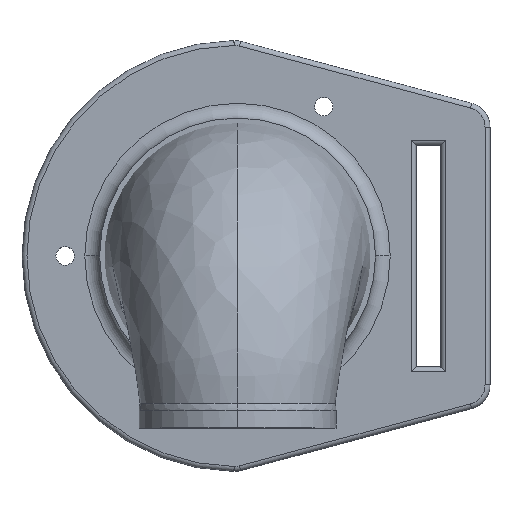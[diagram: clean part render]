
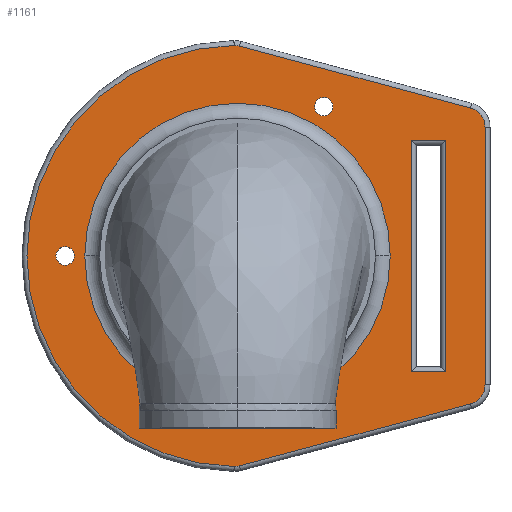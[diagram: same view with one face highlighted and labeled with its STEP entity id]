
A CAD part, top view. The second image highlights one B-rep face of the part: STEP entity #1161.
In plain terms, the highlighted planar face has unit normal (0, 0, 1).
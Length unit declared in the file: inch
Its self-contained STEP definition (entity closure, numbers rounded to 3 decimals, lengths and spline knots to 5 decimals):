
#287=CARTESIAN_POINT('',(0.,0.,0.15));
#288=DIRECTION('',(0.,0.,1.));
#289=DIRECTION('',(1.,0.,0.));
#290=AXIS2_PLACEMENT_3D('',#287,#288,#289);
#292=CARTESIAN_POINT('',(0.,0.,0.15));
#293=DIRECTION('',(0.,0.,1.));
#294=DIRECTION('',(-1.,0.,0.));
#295=AXIS2_PLACEMENT_3D('',#292,#293,#294);
#297=DIRECTION('',(1.,0.,0.));
#298=VECTOR('',#297,0.35);
#299=CARTESIAN_POINT('',(1.7625,-1.175,0.15));
#300=LINE('',#299,#298);
#301=DIRECTION('',(0.,1.,0.));
#302=VECTOR('',#301,2.35);
#303=CARTESIAN_POINT('',(2.1125,-1.175,0.15));
#304=LINE('',#303,#302);
#305=DIRECTION('',(-1.,0.,0.));
#306=VECTOR('',#305,0.35);
#307=CARTESIAN_POINT('',(2.1125,1.175,0.15));
#308=LINE('',#307,#306);
#309=CARTESIAN_POINT('',(2.3125,-1.30823,0.15));
#310=DIRECTION('',(0.,0.,1.));
#311=DIRECTION('',(0.259,-0.966,0.));
#312=AXIS2_PLACEMENT_3D('',#309,#310,#311);
#314=DIRECTION('',(-0.966,-0.259,0.));
#315=VECTOR('',#314,2.42738);
#316=CARTESIAN_POINT('',(2.36433,-1.5014,0.15));
#317=LINE('',#316,#315);
#318=CARTESIAN_POINT('',(-0.03197,-1.93724,0.15));
#319=DIRECTION('',(0.,0.,1.));
#320=DIRECTION('',(-0.017,-1.,0.));
#321=AXIS2_PLACEMENT_3D('',#318,#319,#320);
#323=CARTESIAN_POINT('',(-0.03197,1.93724,0.15));
#324=DIRECTION('',(0.,0.,1.));
#325=DIRECTION('',(0.259,0.966,0.));
#326=AXIS2_PLACEMENT_3D('',#323,#324,#325);
#328=DIRECTION('',(0.966,-0.259,0.));
#329=VECTOR('',#328,2.42738);
#330=CARTESIAN_POINT('',(0.01986,2.1304,0.15));
#331=LINE('',#330,#329);
#332=CARTESIAN_POINT('',(2.3125,1.30823,0.15));
#333=DIRECTION('',(0.,0.,1.));
#334=DIRECTION('',(1.,0.,0.));
#335=AXIS2_PLACEMENT_3D('',#332,#333,#334);
#337=DIRECTION('',(0.,-1.,0.));
#338=VECTOR('',#337,2.61646);
#339=CARTESIAN_POINT('',(2.5125,1.30823,0.15));
#340=LINE('',#339,#338);
#341=CARTESIAN_POINT('',(-1.75,0.,0.15));
#342=DIRECTION('',(0.,0.,1.));
#343=DIRECTION('',(1.,0.,0.));
#344=AXIS2_PLACEMENT_3D('',#341,#342,#343);
#346=CARTESIAN_POINT('',(-1.75,0.,0.15));
#347=DIRECTION('',(0.,0.,1.));
#348=DIRECTION('',(-1.,0.,0.));
#349=AXIS2_PLACEMENT_3D('',#346,#347,#348);
#351=CARTESIAN_POINT('',(0.875,-1.51554,0.15));
#352=DIRECTION('',(0.,0.,1.));
#353=DIRECTION('',(-0.5,0.866,0.));
#354=AXIS2_PLACEMENT_3D('',#351,#352,#353);
#356=CARTESIAN_POINT('',(0.875,-1.51554,0.15));
#357=DIRECTION('',(0.,0.,1.));
#358=DIRECTION('',(0.5,-0.866,0.));
#359=AXIS2_PLACEMENT_3D('',#356,#357,#358);
#361=CARTESIAN_POINT('',(0.875,1.51554,0.15));
#362=DIRECTION('',(0.,0.,1.));
#363=DIRECTION('',(-0.5,-0.866,0.));
#364=AXIS2_PLACEMENT_3D('',#361,#362,#363);
#366=CARTESIAN_POINT('',(0.875,1.51554,0.15));
#367=DIRECTION('',(0.,0.,1.));
#368=DIRECTION('',(0.5,0.866,0.));
#369=AXIS2_PLACEMENT_3D('',#366,#367,#368);
#425=DIRECTION('',(0.,1.,0.));
#426=VECTOR('',#425,2.35);
#427=CARTESIAN_POINT('',(1.7625,-1.175,0.15));
#428=LINE('',#427,#426);
#563=CARTESIAN_POINT('',(0.,0.,0.15));
#564=DIRECTION('',(0.,0.,1.));
#565=DIRECTION('',(-0.017,1.,0.));
#566=AXIS2_PLACEMENT_3D('',#563,#564,#565);
#671=CARTESIAN_POINT('',(1.55,0.,0.15));
#672=CARTESIAN_POINT('',(-1.55,0.,0.15));
#673=VERTEX_POINT('',#671);
#674=VERTEX_POINT('',#672);
#691=CARTESIAN_POINT('',(1.7625,-1.175,0.15));
#692=CARTESIAN_POINT('',(2.1125,-1.175,0.15));
#693=VERTEX_POINT('',#691);
#694=VERTEX_POINT('',#692);
#695=CARTESIAN_POINT('',(2.1125,1.175,0.15));
#696=VERTEX_POINT('',#695);
#699=CARTESIAN_POINT('',(1.7625,1.175,0.15));
#700=VERTEX_POINT('',#699);
#744=CARTESIAN_POINT('',(2.36433,-1.5014,0.15));
#745=VERTEX_POINT('',#744);
#746=CARTESIAN_POINT('',(2.5125,-1.30823,0.15));
#747=VERTEX_POINT('',#746);
#756=CARTESIAN_POINT('',(2.5125,1.30823,0.15));
#757=VERTEX_POINT('',#756);
#758=CARTESIAN_POINT('',(2.36433,1.5014,0.15));
#759=VERTEX_POINT('',#758);
#768=CARTESIAN_POINT('',(0.01986,2.1304,0.15));
#769=VERTEX_POINT('',#768);
#770=CARTESIAN_POINT('',(-0.03527,2.13721,0.15));
#771=VERTEX_POINT('',#770);
#780=CARTESIAN_POINT('',(-0.03527,-2.13721,0.15));
#781=VERTEX_POINT('',#780);
#782=CARTESIAN_POINT('',(0.01986,-2.1304,0.15));
#783=VERTEX_POINT('',#782);
#785=CARTESIAN_POINT('',(-1.65625,0.,0.15));
#786=CARTESIAN_POINT('',(-1.84375,0.,0.15));
#787=VERTEX_POINT('',#785);
#788=VERTEX_POINT('',#786);
#793=CARTESIAN_POINT('',(0.82813,-1.43435,0.15));
#794=CARTESIAN_POINT('',(0.92188,-1.59673,0.15));
#795=VERTEX_POINT('',#793);
#796=VERTEX_POINT('',#794);
#801=CARTESIAN_POINT('',(0.82813,1.43435,0.15));
#802=CARTESIAN_POINT('',(0.92188,1.59673,0.15));
#803=VERTEX_POINT('',#801);
#804=VERTEX_POINT('',#802);
#1105=CARTESIAN_POINT('',(0.,0.,0.15));
#1106=DIRECTION('',(0.,0.,1.));
#1107=DIRECTION('',(1.,0.,0.));
#1108=AXIS2_PLACEMENT_3D('',#1105,#1106,#1107);
#1109=PLANE('',#1108);
#1111=ORIENTED_EDGE('',*,*,#1110,.F.);
#1113=ORIENTED_EDGE('',*,*,#1112,.T.);
#1115=ORIENTED_EDGE('',*,*,#1114,.F.);
#1117=ORIENTED_EDGE('',*,*,#1116,.F.);
#1119=ORIENTED_EDGE('',*,*,#1118,.F.);
#1121=ORIENTED_EDGE('',*,*,#1120,.T.);
#1123=ORIENTED_EDGE('',*,*,#1122,.F.);
#1125=ORIENTED_EDGE('',*,*,#1124,.T.);
#1126=EDGE_LOOP('',(#1111,#1113,#1115,#1117,#1119,#1121,#1123,#1125));
#1127=FACE_OUTER_BOUND('',#1126,.F.);
#1129=ORIENTED_EDGE('',*,*,#1128,.T.);
#1131=ORIENTED_EDGE('',*,*,#1130,.T.);
#1133=ORIENTED_EDGE('',*,*,#1132,.T.);
#1135=ORIENTED_EDGE('',*,*,#1134,.F.);
#1136=EDGE_LOOP('',(#1129,#1131,#1133,#1135));
#1137=FACE_BOUND('',#1136,.F.);
#1139=ORIENTED_EDGE('',*,*,#1138,.T.);
#1140=ORIENTED_EDGE('',*,*,#1095,.T.);
#1141=EDGE_LOOP('',(#1139,#1140));
#1142=FACE_BOUND('',#1141,.F.);
#1144=ORIENTED_EDGE('',*,*,#1143,.T.);
#1146=ORIENTED_EDGE('',*,*,#1145,.T.);
#1147=EDGE_LOOP('',(#1144,#1146));
#1148=FACE_BOUND('',#1147,.F.);
#1150=ORIENTED_EDGE('',*,*,#1149,.T.);
#1152=ORIENTED_EDGE('',*,*,#1151,.T.);
#1153=EDGE_LOOP('',(#1150,#1152));
#1154=FACE_BOUND('',#1153,.F.);
#1156=ORIENTED_EDGE('',*,*,#1155,.T.);
#1158=ORIENTED_EDGE('',*,*,#1157,.T.);
#1159=EDGE_LOOP('',(#1156,#1158));
#1160=FACE_BOUND('',#1159,.F.);
#1161=ADVANCED_FACE('',(#1127,#1137,#1142,#1148,#1154,#1160),#1109,.T.);
#291=CIRCLE('',#290,1.55);
#296=CIRCLE('',#295,1.55);
#313=CIRCLE('',#312,0.2);
#322=CIRCLE('',#321,0.2);
#327=CIRCLE('',#326,0.2);
#336=CIRCLE('',#335,0.2);
#345=CIRCLE('',#344,0.09375);
#350=CIRCLE('',#349,0.09375);
#355=CIRCLE('',#354,0.09375);
#360=CIRCLE('',#359,0.09375);
#365=CIRCLE('',#364,0.09375);
#370=CIRCLE('',#369,0.09375);
#567=CIRCLE('',#566,2.1375);
#1095=EDGE_CURVE('',#674,#673,#296,.T.);
#1110=EDGE_CURVE('',#745,#747,#313,.T.);
#1112=EDGE_CURVE('',#745,#783,#317,.T.);
#1114=EDGE_CURVE('',#781,#783,#322,.T.);
#1116=EDGE_CURVE('',#771,#781,#567,.T.);
#1118=EDGE_CURVE('',#769,#771,#327,.T.);
#1120=EDGE_CURVE('',#769,#759,#331,.T.);
#1122=EDGE_CURVE('',#757,#759,#336,.T.);
#1124=EDGE_CURVE('',#757,#747,#340,.T.);
#1128=EDGE_CURVE('',#693,#694,#300,.T.);
#1130=EDGE_CURVE('',#694,#696,#304,.T.);
#1132=EDGE_CURVE('',#696,#700,#308,.T.);
#1134=EDGE_CURVE('',#693,#700,#428,.T.);
#1138=EDGE_CURVE('',#673,#674,#291,.T.);
#1143=EDGE_CURVE('',#787,#788,#345,.T.);
#1145=EDGE_CURVE('',#788,#787,#350,.T.);
#1149=EDGE_CURVE('',#795,#796,#355,.T.);
#1151=EDGE_CURVE('',#796,#795,#360,.T.);
#1155=EDGE_CURVE('',#803,#804,#365,.T.);
#1157=EDGE_CURVE('',#804,#803,#370,.T.);
